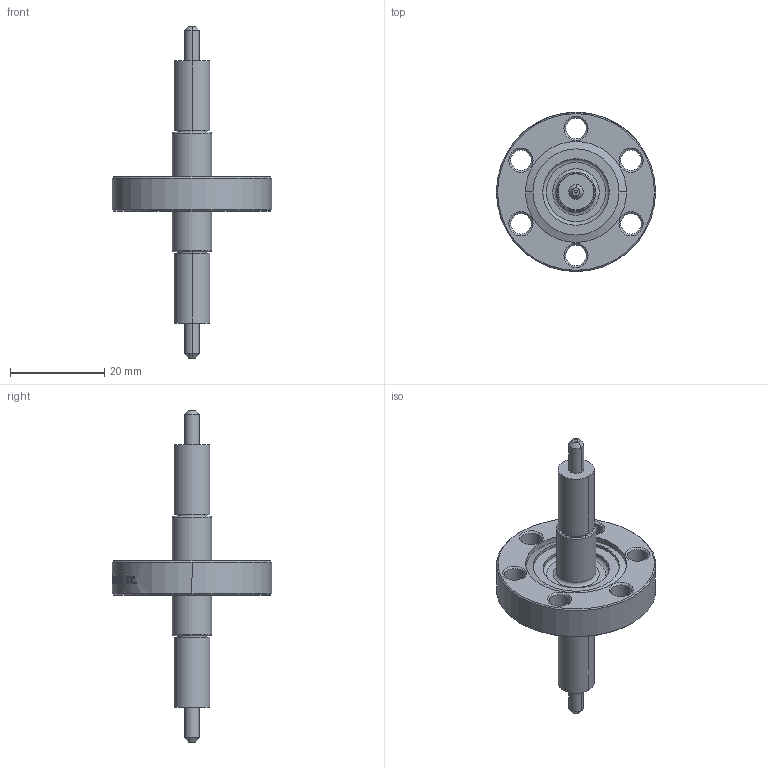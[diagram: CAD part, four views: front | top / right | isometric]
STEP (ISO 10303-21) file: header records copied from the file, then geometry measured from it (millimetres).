
FILE_DESCRIPTION(/* description */ ('Alibre Inc.'),/* implementation_level */ '2;1');
FILE_NAME(/* name */ 'export0',/* time_stamp */ '2015-06-02T16:00:04-07:00',/* author */ (''),/* organization */ (''),/* preprocessor_version */ 'ST-DEVELOPER v14',/* originating_system */ 'Alibre',/* authorisation */ '');
FILE_SCHEMA (('CONFIG_CONTROL_DESIGN'));
Length unit declared in the file: centimetre
Products named in the file (1): ID_1
Bounding box: 33.78 x 33.78 x 70.47 mm (x, y, z)
Volume: 7482.5 mm3; surface area: 4739.9 mm2
Topology: 1 solids, 1 shells, 381 faces, 969 edges, 633 vertices
Faces by surface type: bspline 140, plane 130, cylinder 70, cone 35, torus 5, sphere 1
Full cylindrical faces by diameter (mm): 0.61 x2, 7.061 x2, 8.331 x2, 14.122 x1, 15.812 x1
Entity records: 36275 total; most frequent: CARTESIAN_POINT 28375, ORIENTED_EDGE 1904, DIRECTION 1031, EDGE_CURVE 952, VERTEX_POINT 630, B_SPLINE_CURVE_WITH_KNOTS 467, AXIS2_PLACEMENT_3D 465, EDGE_LOOP 450
